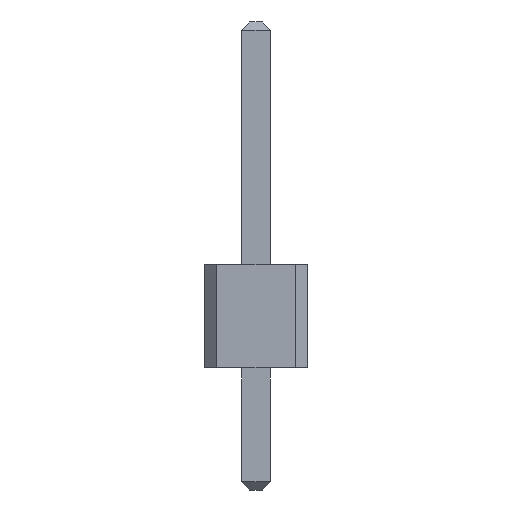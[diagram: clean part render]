
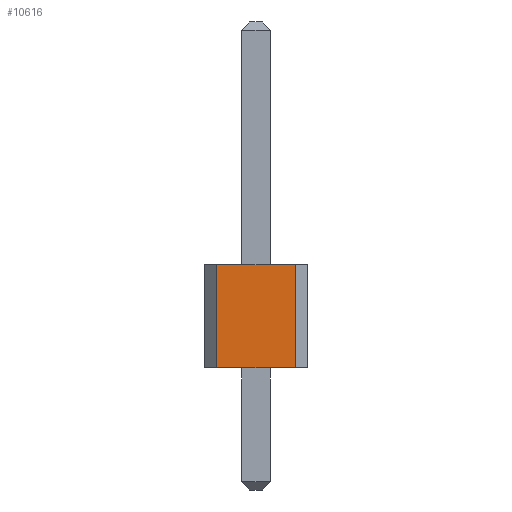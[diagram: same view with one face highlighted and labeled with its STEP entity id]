
A CAD part, front view. The second image highlights one B-rep face of the part: STEP entity #10616.
In plain terms, the highlighted planar face has unit normal (0, -1, 0).
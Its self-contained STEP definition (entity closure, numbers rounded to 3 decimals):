
#9698 = PLANE('',#9699);
#9699 = AXIS2_PLACEMENT_3D('',#9700,#9701,#9702);
#9700 = CARTESIAN_POINT('',(0.,-48.26,
    0.));
#9701 = DIRECTION('',(0.,0.,1.));
#9702 = DIRECTION('',(1.,0.,0.));
#9957 = PLANE('',#9958);
#9958 = AXIS2_PLACEMENT_3D('',#9959,#9960,#9961);
#9959 = CARTESIAN_POINT('',(0.,-48.26,2.54));
#9960 = DIRECTION('',(0.,0.,1.));
#9961 = DIRECTION('',(1.,0.,0.));
#10183 = VERTEX_POINT('',#10184);
#10184 = CARTESIAN_POINT('',(-0.97,-49.53,0.));
#10198 = PLANE('',#10199);
#10199 = AXIS2_PLACEMENT_3D('',#10200,#10201,#10202);
#10200 = CARTESIAN_POINT('',(-1.12,-49.38,0.));
#10201 = DIRECTION('',(-0.707,-0.707,0.));
#10202 = DIRECTION('',(0.,0.,1.));
#10210 = EDGE_CURVE('',#10211,#10183,#10213,.T.);
#10211 = VERTEX_POINT('',#10212);
#10212 = CARTESIAN_POINT('',(0.97,-49.53,0.));
#10213 = SURFACE_CURVE('',#10214,(#10218,#10225),.PCURVE_S1.);
#10214 = LINE('',#10215,#10216);
#10215 = CARTESIAN_POINT('',(1.27,-49.53,0.));
#10216 = VECTOR('',#10217,1.);
#10217 = DIRECTION('',(-1.,0.,0.));
#10218 = PCURVE('',#9698,#10219);
#10219 = DEFINITIONAL_REPRESENTATION('',(#10220),#10224);
#10220 = LINE('',#10221,#10222);
#10221 = CARTESIAN_POINT('',(1.27,-1.27));
#10222 = VECTOR('',#10223,1.);
#10223 = DIRECTION('',(-1.,0.));
#10224 = ( GEOMETRIC_REPRESENTATION_CONTEXT(2) 
PARAMETRIC_REPRESENTATION_CONTEXT() REPRESENTATION_CONTEXT('2D SPACE',''
  ) );
#10225 = PCURVE('',#10226,#10231);
#10226 = PLANE('',#10227);
#10227 = AXIS2_PLACEMENT_3D('',#10228,#10229,#10230);
#10228 = CARTESIAN_POINT('',(1.27,-49.53,0.));
#10229 = DIRECTION('',(0.,-1.,0.));
#10230 = DIRECTION('',(-1.,0.,0.));
#10231 = DEFINITIONAL_REPRESENTATION('',(#10232),#10236);
#10232 = LINE('',#10233,#10234);
#10233 = CARTESIAN_POINT('',(0.,-0.));
#10234 = VECTOR('',#10235,1.);
#10235 = DIRECTION('',(1.,0.));
#10236 = ( GEOMETRIC_REPRESENTATION_CONTEXT(2) 
PARAMETRIC_REPRESENTATION_CONTEXT() REPRESENTATION_CONTEXT('2D SPACE',''
  ) );
#10254 = PLANE('',#10255);
#10255 = AXIS2_PLACEMENT_3D('',#10256,#10257,#10258);
#10256 = CARTESIAN_POINT('',(1.12,-49.38,0.));
#10257 = DIRECTION('',(0.707,-0.707,0.));
#10258 = DIRECTION('',(0.,0.,1.));
#10447 = VERTEX_POINT('',#10448);
#10448 = CARTESIAN_POINT('',(-0.97,-49.53,2.54));
#10469 = EDGE_CURVE('',#10470,#10447,#10472,.T.);
#10470 = VERTEX_POINT('',#10471);
#10471 = CARTESIAN_POINT('',(0.97,-49.53,2.54));
#10472 = SURFACE_CURVE('',#10473,(#10477,#10484),.PCURVE_S1.);
#10473 = LINE('',#10474,#10475);
#10474 = CARTESIAN_POINT('',(1.27,-49.53,2.54));
#10475 = VECTOR('',#10476,1.);
#10476 = DIRECTION('',(-1.,0.,0.));
#10477 = PCURVE('',#9957,#10478);
#10478 = DEFINITIONAL_REPRESENTATION('',(#10479),#10483);
#10479 = LINE('',#10480,#10481);
#10480 = CARTESIAN_POINT('',(1.27,-1.27));
#10481 = VECTOR('',#10482,1.);
#10482 = DIRECTION('',(-1.,0.));
#10483 = ( GEOMETRIC_REPRESENTATION_CONTEXT(2) 
PARAMETRIC_REPRESENTATION_CONTEXT() REPRESENTATION_CONTEXT('2D SPACE',''
  ) );
#10484 = PCURVE('',#10226,#10485);
#10485 = DEFINITIONAL_REPRESENTATION('',(#10486),#10490);
#10486 = LINE('',#10487,#10488);
#10487 = CARTESIAN_POINT('',(0.,-2.54));
#10488 = VECTOR('',#10489,1.);
#10489 = DIRECTION('',(1.,0.));
#10490 = ( GEOMETRIC_REPRESENTATION_CONTEXT(2) 
PARAMETRIC_REPRESENTATION_CONTEXT() REPRESENTATION_CONTEXT('2D SPACE',''
  ) );
#10596 = EDGE_CURVE('',#10211,#10470,#10597,.T.);
#10597 = SURFACE_CURVE('',#10598,(#10602,#10609),.PCURVE_S1.);
#10598 = LINE('',#10599,#10600);
#10599 = CARTESIAN_POINT('',(0.97,-49.53,0.));
#10600 = VECTOR('',#10601,1.);
#10601 = DIRECTION('',(0.,0.,1.));
#10602 = PCURVE('',#10254,#10603);
#10603 = DEFINITIONAL_REPRESENTATION('',(#10604),#10608);
#10604 = LINE('',#10605,#10606);
#10605 = CARTESIAN_POINT('',(0.,0.212));
#10606 = VECTOR('',#10607,1.);
#10607 = DIRECTION('',(1.,0.));
#10608 = ( GEOMETRIC_REPRESENTATION_CONTEXT(2) 
PARAMETRIC_REPRESENTATION_CONTEXT() REPRESENTATION_CONTEXT('2D SPACE',''
  ) );
#10609 = PCURVE('',#10226,#10610);
#10610 = DEFINITIONAL_REPRESENTATION('',(#10611),#10615);
#10611 = LINE('',#10612,#10613);
#10612 = CARTESIAN_POINT('',(0.3,0.));
#10613 = VECTOR('',#10614,1.);
#10614 = DIRECTION('',(0.,-1.));
#10615 = ( GEOMETRIC_REPRESENTATION_CONTEXT(2) 
PARAMETRIC_REPRESENTATION_CONTEXT() REPRESENTATION_CONTEXT('2D SPACE',''
  ) );
#10616 = ADVANCED_FACE('',(#10617),#10226,.T.);
#10617 = FACE_BOUND('',#10618,.T.);
#10618 = EDGE_LOOP('',(#10619,#10620,#10621,#10622));
#10619 = ORIENTED_EDGE('',*,*,#10210,.F.);
#10620 = ORIENTED_EDGE('',*,*,#10596,.T.);
#10621 = ORIENTED_EDGE('',*,*,#10469,.T.);
#10622 = ORIENTED_EDGE('',*,*,#10623,.F.);
#10623 = EDGE_CURVE('',#10183,#10447,#10624,.T.);
#10624 = SURFACE_CURVE('',#10625,(#10629,#10636),.PCURVE_S1.);
#10625 = LINE('',#10626,#10627);
#10626 = CARTESIAN_POINT('',(-0.97,-49.53,0.));
#10627 = VECTOR('',#10628,1.);
#10628 = DIRECTION('',(0.,0.,1.));
#10629 = PCURVE('',#10226,#10630);
#10630 = DEFINITIONAL_REPRESENTATION('',(#10631),#10635);
#10631 = LINE('',#10632,#10633);
#10632 = CARTESIAN_POINT('',(2.24,0.));
#10633 = VECTOR('',#10634,1.);
#10634 = DIRECTION('',(0.,-1.));
#10635 = ( GEOMETRIC_REPRESENTATION_CONTEXT(2) 
PARAMETRIC_REPRESENTATION_CONTEXT() REPRESENTATION_CONTEXT('2D SPACE',''
  ) );
#10636 = PCURVE('',#10198,#10637);
#10637 = DEFINITIONAL_REPRESENTATION('',(#10638),#10642);
#10638 = LINE('',#10639,#10640);
#10639 = CARTESIAN_POINT('',(0.,-0.212));
#10640 = VECTOR('',#10641,1.);
#10641 = DIRECTION('',(1.,0.));
#10642 = ( GEOMETRIC_REPRESENTATION_CONTEXT(2) 
PARAMETRIC_REPRESENTATION_CONTEXT() REPRESENTATION_CONTEXT('2D SPACE',''
  ) );
